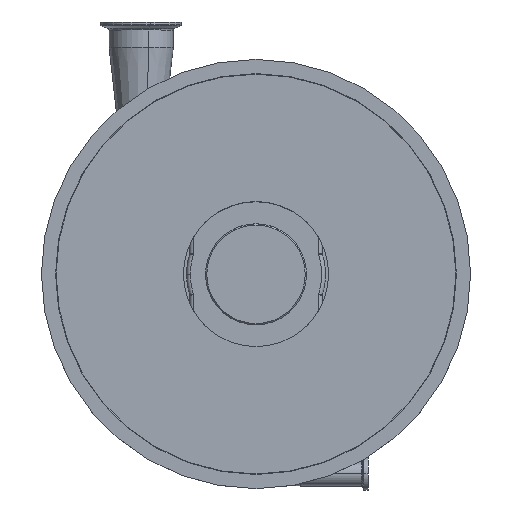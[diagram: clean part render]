
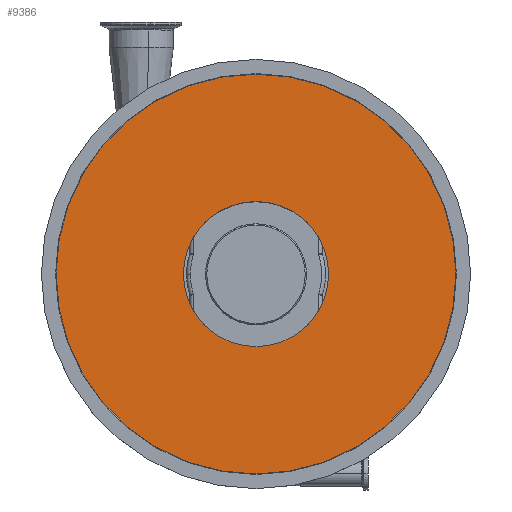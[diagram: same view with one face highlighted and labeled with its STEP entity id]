
A CAD part, top view. The second image highlights one B-rep face of the part: STEP entity #9386.
In plain terms, the highlighted planar face has unit normal (0, 0, 1).
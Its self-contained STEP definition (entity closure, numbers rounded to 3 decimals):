
#10 = DIRECTION ( 'NONE',  ( 1., 0., 0. ) ) ;
#668 = EDGE_LOOP ( 'NONE', ( #3328, #12471 ) ) ;
#842 = AXIS2_PLACEMENT_3D ( 'NONE', #8067, #3021, #10084 ) ;
#2029 = EDGE_CURVE ( 'NONE', #5600, #5761, #6919, .T. ) ;
#2170 = CARTESIAN_POINT ( 'NONE',  ( 0., 0., -9. ) ) ;
#2462 = EDGE_LOOP ( 'NONE', ( #11462, #12504 ) ) ;
#2912 = CARTESIAN_POINT ( 'NONE',  ( 0., 0., -9. ) ) ;
#3020 = CARTESIAN_POINT ( 'NONE',  ( 0., 0., -9. ) ) ;
#3021 = DIRECTION ( 'NONE',  ( 0., 0., 1. ) ) ;
#3328 = ORIENTED_EDGE ( 'NONE', *, *, #3341, .T. ) ;
#3341 = EDGE_CURVE ( 'NONE', #5761, #5600, #4816, .T. ) ;
#3991 = FACE_OUTER_BOUND ( 'NONE', #668, .T. ) ;
#4434 = AXIS2_PLACEMENT_3D ( 'NONE', #2912, #6957, #10 ) ;
#4816 = CIRCLE ( 'NONE', #6496, 158.4 ) ;
#5091 = AXIS2_PLACEMENT_3D ( 'NONE', #2170, #6013, #10095 ) ;
#5478 = EDGE_CURVE ( 'NONE', #7351, #7212, #12545, .T. ) ;
#5600 = VERTEX_POINT ( 'NONE', #12185 ) ;
#5616 = EDGE_CURVE ( 'NONE', #7212, #7351, #10199, .T. ) ;
#5634 = CARTESIAN_POINT ( 'NONE',  ( 158.4, 0., -9. ) ) ;
#5761 = VERTEX_POINT ( 'NONE', #5634 ) ;
#6013 = DIRECTION ( 'NONE',  ( 0., 0., 1. ) ) ;
#6496 = AXIS2_PLACEMENT_3D ( 'NONE', #3020, #7991, #10149 ) ;
#6502 = CARTESIAN_POINT ( 'NONE',  ( -57.5, 0., -9. ) ) ;
#6919 = CIRCLE ( 'NONE', #13134, 158.4 ) ;
#6957 = DIRECTION ( 'NONE',  ( 0., 0., 1. ) ) ;
#7093 = DIRECTION ( 'NONE',  ( 0., 0., 1. ) ) ;
#7212 = VERTEX_POINT ( 'NONE', #12941 ) ;
#7351 = VERTEX_POINT ( 'NONE', #6502 ) ;
#7991 = DIRECTION ( 'NONE',  ( 0., 0., 1. ) ) ;
#8067 = CARTESIAN_POINT ( 'NONE',  ( 0., 0., -9. ) ) ;
#9101 = FACE_BOUND ( 'NONE', #2462, .T. ) ;
#9386 = ADVANCED_FACE ( 'NONE', ( #3991, #9101 ), #12059, .T. ) ;
#10084 = DIRECTION ( 'NONE',  ( 1., 0., 0. ) ) ;
#10095 = DIRECTION ( 'NONE',  ( 1., 0., 0. ) ) ;
#10149 = DIRECTION ( 'NONE',  ( 1., 0., 0. ) ) ;
#10199 = CIRCLE ( 'NONE', #5091, 57.5 ) ;
#10925 = CARTESIAN_POINT ( 'NONE',  ( 0., 0., -9. ) ) ;
#11462 = ORIENTED_EDGE ( 'NONE', *, *, #5616, .F. ) ;
#12059 = PLANE ( 'NONE',  #4434 ) ;
#12185 = CARTESIAN_POINT ( 'NONE',  ( -158.4, 0., -9. ) ) ;
#12471 = ORIENTED_EDGE ( 'NONE', *, *, #2029, .T. ) ;
#12504 = ORIENTED_EDGE ( 'NONE', *, *, #5478, .F. ) ;
#12545 = CIRCLE ( 'NONE', #842, 57.5 ) ;
#12941 = CARTESIAN_POINT ( 'NONE',  ( 57.5, 0., -9. ) ) ;
#13011 = DIRECTION ( 'NONE',  ( 1., 0., 0. ) ) ;
#13134 = AXIS2_PLACEMENT_3D ( 'NONE', #10925, #7093, #13011 ) ;
